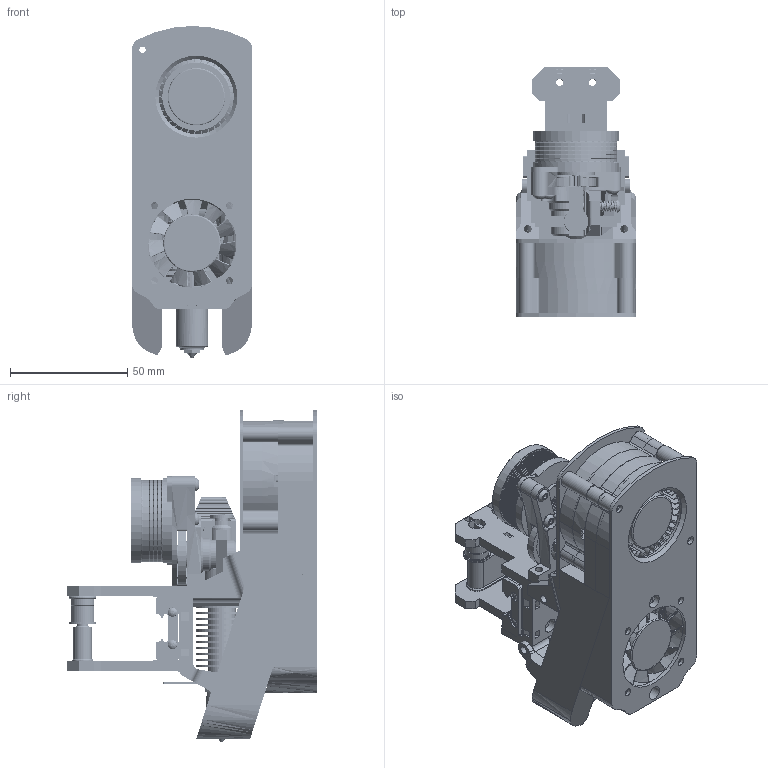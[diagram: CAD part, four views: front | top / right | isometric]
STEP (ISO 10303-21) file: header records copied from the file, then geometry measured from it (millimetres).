
FILE_DESCRIPTION(/* description */ (''),/* implementation_level */ '2;1');
FILE_NAME(/* name */ 'JH chcPRO v0.3.1.step',/* time_stamp */ '2022-11-09T02:04:06+03:00',/* author */ (''),/* organization */ (''),/* preprocessor_version */ 'ST-DEVELOPER v19.2',/* originating_system */ 'Autodesk Translation Framework v11.17.0.187',/* authorisation */ '');
FILE_SCHEMA (('AUTOMOTIVE_DESIGN { 1 0 10303 214 3 1 1 }'));
Products named in the file (49): JH chcPRO v0.3.1; Rollers; Roller (9); Roller (8); Bearing 623; Washer M3 (1); Bearing F623; Roller Holder; Carriage MGN12H v1; Radiator holder; Radiator custom & CHC Pro v8; Radiator ; BiMetall gorlo; CHC-Trianglelab Pro  v1; HeatBlock; Warelock; Socks; M2x3-Screw; Volcano HOTEND v1; Nozzle; minifeeder v3; Screw round M3x12; MF3 - Minifeeder 3; MF3-02 - Minifeeder 3 front; MF3-03 - Minifeeder 3 lever; MF3-01 - Minifeeder 3 back; MF2 - Minifeeder 2; BMG spring; Screw round M3x20; Threaded insert M3x5; Fitting; Motor Nema14 L17; BMG motor gear; Screw round M3x10; BMG stift 19mm; BMG bearing; BMG small gear; Гайка на радиатор 
v7; Gaika Radiatora; FAN blower ...
Assembly tree (58 placements, depth 5):
  JH chcPRO v0.3.1
    Rollers
      Roller (9)
        Bearing F623  x2
        Bearing 623
        Washer M3 (1)
      Roller (8)
        Bearing F623  x2
        Bearing 623
        Washer M3 (1)
      Roller Holder
    Carriage MGN12H v1
    Radiator holder
    Radiator custom & CHC Pro v8
      Radiator 
      BiMetall gorlo
      CHC-Trianglelab Pro  v1
        HeatBlock
        Warelock
        Socks
        M2x3-Screw
        Volcano HOTEND v1
          Nozzle
    minifeeder v3
      Screw round M3x10  x2
      Screw round M3x12
      MF3 - Minifeeder 3
        MF3-02 - Minifeeder 3 front
        MF3-03 - Minifeeder 3 lever
        MF3-01 - Minifeeder 3 back
      MF2 - Minifeeder 2
        BMG spring
        Screw round M3x20
        Threaded insert M3x5
        Fitting
      BMG stift 19mm  x2
      BMG bearing  x2
      Motor Nema14 L17
      BMG motor gear
      BMG small gear  x2
    Гайка на радиатор 
v7
      Gaika Radiatora
    FAN blower
      Fan 5015   x2
      Fan 4010 axial
      5015 Blower
        Sopla 5015x2
        5015 Holder 1
        5015 Holder 2
      4010 Blower
        4010 Holder (1)
    Key
Bounding box: 51.3 x 106.83 x 141.67 mm (x, y, z)
Volume: 166033.6 mm3; surface area: 162643.4 mm2
Topology: 164 solids, 164 shells, 3331 faces, 8578 edges, 5540 vertices
Faces by surface type: plane 1613, cylinder 1150, cone 261, bspline 189, sphere 89, torus 29
Full cylindrical faces by diameter (mm): 0.4 x1, 1.75 x1, 1.93 x1, 2 x2, 2.075 x4, 2.2 x2, 2.5 x7, 2.58 x4, 2.7 x3, 2.74 x1, 3 x23, 3.1 x3, 3.2 x14, 3.3 x4, 3.5 x34, 3.6 x1, 4 x3, 4.13 x1, 4.2 x5, 4.4 x8, 4.5 x8, 4.7 x8, 4.744 x13, 4.9 x2, 5 x12, 5.035 x18, 5.1 x8, 5.65 x4, 5.7 x4, 5.884 x14
Entity records: 151184 total; most frequent: CARTESIAN_POINT 83325, ORIENTED_EDGE 14080, DIRECTION 13421, EDGE_CURVE 7040, AXIS2_PLACEMENT_3D 4831, VERTEX_POINT 4604, LINE 3759, VECTOR 3759
